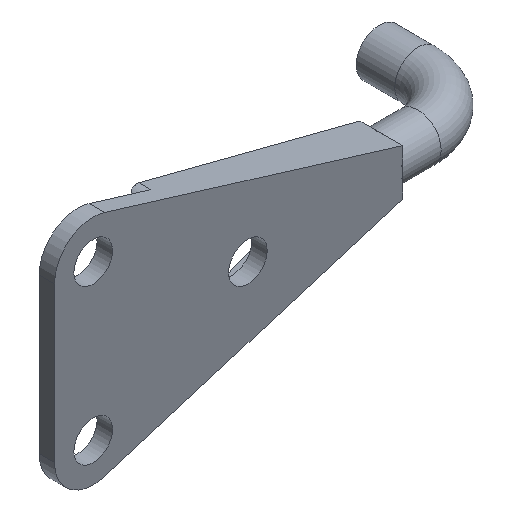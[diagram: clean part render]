
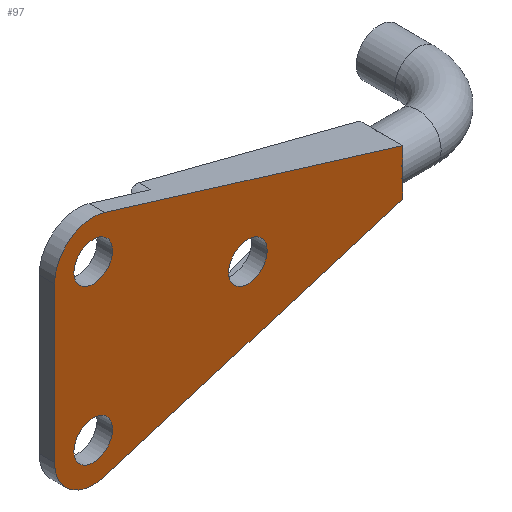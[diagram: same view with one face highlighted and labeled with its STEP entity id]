
A CAD part, isometric view. The second image highlights one B-rep face of the part: STEP entity #97.
In plain terms, the highlighted planar face has unit normal (0, -1, 0).
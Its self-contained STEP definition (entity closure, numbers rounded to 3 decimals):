
#97 = ADVANCED_FACE( '', ( #192, #193, #194, #195 ), #196, .F. );
#192 = FACE_BOUND( '', #305, .T. );
#193 = FACE_BOUND( '', #306, .T. );
#194 = FACE_BOUND( '', #307, .T. );
#195 = FACE_OUTER_BOUND( '', #308, .T. );
#196 = PLANE( '', #309 );
#305 = EDGE_LOOP( '', ( #414 ) );
#306 = EDGE_LOOP( '', ( #415 ) );
#307 = EDGE_LOOP( '', ( #416 ) );
#308 = EDGE_LOOP( '', ( #417, #418, #419, #420, #421, #422, #423 ) );
#309 = AXIS2_PLACEMENT_3D( '', #424, #425, #426 );
#414 = ORIENTED_EDGE( '', *, *, #662, .F. );
#415 = ORIENTED_EDGE( '', *, *, #663, .F. );
#416 = ORIENTED_EDGE( '', *, *, #664, .F. );
#417 = ORIENTED_EDGE( '', *, *, #665, .F. );
#418 = ORIENTED_EDGE( '', *, *, #666, .T. );
#419 = ORIENTED_EDGE( '', *, *, #667, .T. );
#420 = ORIENTED_EDGE( '', *, *, #668, .T. );
#421 = ORIENTED_EDGE( '', *, *, #659, .F. );
#422 = ORIENTED_EDGE( '', *, *, #669, .F. );
#423 = ORIENTED_EDGE( '', *, *, #670, .F. );
#424 = CARTESIAN_POINT( '', ( 0., 0., 30. ) );
#425 = DIRECTION( '', ( 0., 1., 0. ) );
#426 = DIRECTION( '', ( 0., 0., 1. ) );
#659 = EDGE_CURVE( '', #759, #761, #762, .T. );
#662 = EDGE_CURVE( '', #765, #765, #766, .F. );
#663 = EDGE_CURVE( '', #767, #767, #768, .F. );
#664 = EDGE_CURVE( '', #769, #769, #770, .F. );
#665 = EDGE_CURVE( '', #771, #772, #773, .T. );
#666 = EDGE_CURVE( '', #771, #774, #775, .F. );
#667 = EDGE_CURVE( '', #774, #776, #777, .T. );
#668 = EDGE_CURVE( '', #776, #761, #778, .F. );
#669 = EDGE_CURVE( '', #779, #759, #780, .T. );
#670 = EDGE_CURVE( '', #772, #779, #781, .T. );
#759 = VERTEX_POINT( '', #905 );
#761 = VERTEX_POINT( '', #908 );
#762 = LINE( '', #909, #910 );
#765 = VERTEX_POINT( '', #914 );
#766 = CIRCLE( '', #915, 5. );
#767 = VERTEX_POINT( '', #916 );
#768 = CIRCLE( '', #917, 5. );
#769 = VERTEX_POINT( '', #918 );
#770 = CIRCLE( '', #919, 5. );
#771 = VERTEX_POINT( '', #920 );
#772 = VERTEX_POINT( '', #921 );
#773 = LINE( '', #922, #923 );
#774 = VERTEX_POINT( '', #924 );
#775 = CIRCLE( '', #925, 10. );
#776 = VERTEX_POINT( '', #926 );
#777 = LINE( '', #927, #928 );
#778 = CIRCLE( '', #929, 10. );
#779 = VERTEX_POINT( '', #930 );
#780 = LINE( '', #931, #932 );
#781 = LINE( '', #933, #934 );
#905 = CARTESIAN_POINT( '', ( 90., 0., -6. ) );
#908 = CARTESIAN_POINT( '', ( 12.924, 0., -29.563 ) );
#909 = CARTESIAN_POINT( '', ( 17.757, 0., -28.085 ) );
#910 = VECTOR( '', #1107, 1000. );
#914 = CARTESIAN_POINT( '', ( 10., 0., 25. ) );
#915 = AXIS2_PLACEMENT_3D( '', #1109, #1110, #1111 );
#916 = CARTESIAN_POINT( '', ( 50., 0., 5. ) );
#917 = AXIS2_PLACEMENT_3D( '', #1112, #1113, #1114 );
#918 = CARTESIAN_POINT( '', ( 10., 0., -15. ) );
#919 = AXIS2_PLACEMENT_3D( '', #1115, #1116, #1117 );
#920 = CARTESIAN_POINT( '', ( 12.924, 0., 29.563 ) );
#921 = CARTESIAN_POINT( '', ( 90., 0., 6. ) );
#922 = CARTESIAN_POINT( '', ( 0.982, 0., 33.214 ) );
#923 = VECTOR( '', #1118, 1000. );
#924 = CARTESIAN_POINT( '', ( 0., 0., 20. ) );
#925 = AXIS2_PLACEMENT_3D( '', #1119, #1120, #1121 );
#926 = CARTESIAN_POINT( '', ( 0., 0., -20. ) );
#927 = CARTESIAN_POINT( '', ( 0., 0., 30. ) );
#928 = VECTOR( '', #1122, 1000. );
#929 = AXIS2_PLACEMENT_3D( '', #1123, #1124, #1125 );
#930 = CARTESIAN_POINT( '', ( 90., 0., 0. ) );
#931 = CARTESIAN_POINT( '', ( 90., 0., 30. ) );
#932 = VECTOR( '', #1126, 1000. );
#933 = CARTESIAN_POINT( '', ( 90., 0., 30. ) );
#934 = VECTOR( '', #1127, 1000. );
#1107 = DIRECTION( '', ( -0.956, 0., -0.292 ) );
#1109 = CARTESIAN_POINT( '', ( 10., 0., 20. ) );
#1110 = DIRECTION( '', ( 0., 1., 0. ) );
#1111 = DIRECTION( '', ( 0., 0., 1. ) );
#1112 = CARTESIAN_POINT( '', ( 50., 0., 0. ) );
#1113 = DIRECTION( '', ( 0., 1., 0. ) );
#1114 = DIRECTION( '', ( 0., 0., 1. ) );
#1115 = CARTESIAN_POINT( '', ( 10., 0., -20. ) );
#1116 = DIRECTION( '', ( 0., 1., 0. ) );
#1117 = DIRECTION( '', ( 0., 0., 1. ) );
#1118 = DIRECTION( '', ( 0.956, 0., -0.292 ) );
#1119 = CARTESIAN_POINT( '', ( 10., 0., 20. ) );
#1120 = DIRECTION( '', ( 0., 1., 0. ) );
#1121 = DIRECTION( '', ( 0., 0., 1. ) );
#1122 = DIRECTION( '', ( 0., 0., -1. ) );
#1123 = CARTESIAN_POINT( '', ( 10., 0., -20. ) );
#1124 = DIRECTION( '', ( 0., 1., 0. ) );
#1125 = DIRECTION( '', ( 0., 0., 1. ) );
#1126 = DIRECTION( '', ( 0., 0., -1. ) );
#1127 = DIRECTION( '', ( 0., 0., -1. ) );
